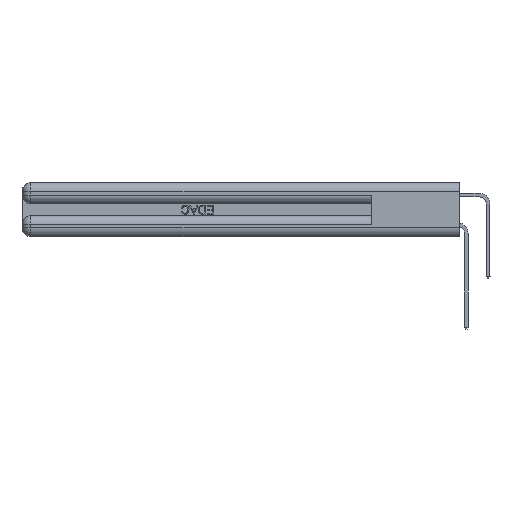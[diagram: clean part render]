
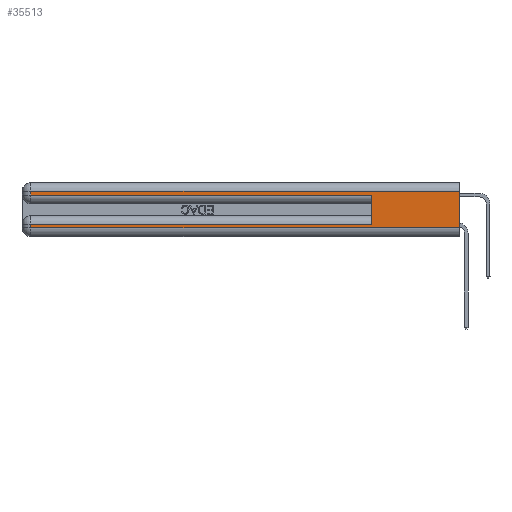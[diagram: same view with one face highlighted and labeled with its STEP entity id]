
A CAD part, left-side view. The second image highlights one B-rep face of the part: STEP entity #35513.
In plain terms, the highlighted planar face has unit normal (-1, 0, 0).
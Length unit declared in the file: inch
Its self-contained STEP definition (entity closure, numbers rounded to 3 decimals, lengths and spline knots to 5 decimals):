
#967 = CARTESIAN_POINT ( 'NONE',  ( 0., 0., 0.285 ) ) ;
#1781 = EDGE_CURVE ( 'NONE', #24111, #6282, #34305, .T. ) ;
#3543 = DIRECTION ( 'NONE',  ( 0., -1., 0. ) ) ;
#5204 = VECTOR ( 'NONE', #6778, 39.37008 ) ;
#5691 = ORIENTED_EDGE ( 'NONE', *, *, #33400, .T. ) ;
#6282 = VERTEX_POINT ( 'NONE', #40194 ) ;
#6465 = EDGE_CURVE ( 'NONE', #24111, #37181, #45225, .T. ) ;
#6762 = EDGE_CURVE ( 'NONE', #18976, #22972, #33268, .T. ) ;
#6778 = DIRECTION ( 'NONE',  ( 0., 0., 1. ) ) ;
#7216 = VECTOR ( 'NONE', #29333, 39.37008 ) ;
#7433 = ORIENTED_EDGE ( 'NONE', *, *, #22813, .F. ) ;
#8305 = EDGE_CURVE ( 'NONE', #12509, #28405, #36288, .T. ) ;
#9087 = DIRECTION ( 'NONE',  ( 0., 1., 0. ) ) ;
#9476 = CARTESIAN_POINT ( 'NONE',  ( 0., 0.6, 0.285 ) ) ;
#10105 = CARTESIAN_POINT ( 'NONE',  ( 0., 0., 0.085 ) ) ;
#11457 = CARTESIAN_POINT ( 'NONE',  ( 0., 2.94, 0.37 ) ) ;
#11621 = VECTOR ( 'NONE', #34177, 39.37008 ) ;
#12398 = ORIENTED_EDGE ( 'NONE', *, *, #1781, .T. ) ;
#12509 = VERTEX_POINT ( 'NONE', #44119 ) ;
#13749 = LINE ( 'NONE', #17161, #46646 ) ;
#14771 = CARTESIAN_POINT ( 'NONE',  ( 0., 0.6, 0.145 ) ) ;
#15028 = ORIENTED_EDGE ( 'NONE', *, *, #6762, .T. ) ;
#15179 = ORIENTED_EDGE ( 'NONE', *, *, #6465, .F. ) ;
#16754 = EDGE_CURVE ( 'NONE', #18387, #37181, #47561, .T. ) ;
#17161 = CARTESIAN_POINT ( 'NONE',  ( 0., 2.94, 0.37 ) ) ;
#18387 = VERTEX_POINT ( 'NONE', #49186 ) ;
#18497 = CARTESIAN_POINT ( 'NONE',  ( 0., 0., 0.06 ) ) ;
#18796 = ORIENTED_EDGE ( 'NONE', *, *, #16754, .T. ) ;
#18976 = VERTEX_POINT ( 'NONE', #46670 ) ;
#19912 = AXIS2_PLACEMENT_3D ( 'NONE', #43454, #46954, #23866 ) ;
#22813 = EDGE_CURVE ( 'NONE', #18976, #28405, #43679, .T. ) ;
#22972 = VERTEX_POINT ( 'NONE', #41530 ) ;
#23866 = DIRECTION ( 'NONE',  ( 0., 0., -1. ) ) ;
#24041 = ORIENTED_EDGE ( 'NONE', *, *, #8305, .T. ) ;
#24111 = VERTEX_POINT ( 'NONE', #38251 ) ;
#25119 = CARTESIAN_POINT ( 'NONE',  ( 0., 0., 0.37 ) ) ;
#26263 = EDGE_CURVE ( 'NONE', #22972, #18387, #35544, .T. ) ;
#26766 = CARTESIAN_POINT ( 'NONE',  ( 0., 0., 0.06 ) ) ;
#27218 = VECTOR ( 'NONE', #39452, 39.37008 ) ;
#28405 = VERTEX_POINT ( 'NONE', #18497 ) ;
#29333 = DIRECTION ( 'NONE',  ( 0., 0., -1. ) ) ;
#30614 = FACE_OUTER_BOUND ( 'NONE', #37933, .T. ) ;
#32781 = ORIENTED_EDGE ( 'NONE', *, *, #26263, .T. ) ;
#33268 = LINE ( 'NONE', #36302, #33882 ) ;
#33400 = EDGE_CURVE ( 'NONE', #6282, #12509, #13749, .T. ) ;
#33882 = VECTOR ( 'NONE', #38976, 39.37008 ) ;
#33903 = VECTOR ( 'NONE', #3543, 39.37008 ) ;
#34177 = DIRECTION ( 'NONE',  ( 0., 0., -1. ) ) ;
#34305 = LINE ( 'NONE', #10105, #37276 ) ;
#35513 = ADVANCED_FACE ( 'NONE', ( #30614 ), #39786, .F. ) ;
#35544 = LINE ( 'NONE', #11457, #11621 ) ;
#36288 = LINE ( 'NONE', #26766, #33903 ) ;
#36302 = CARTESIAN_POINT ( 'NONE',  ( 0., 0., 0.31 ) ) ;
#37181 = VERTEX_POINT ( 'NONE', #9476 ) ;
#37276 = VECTOR ( 'NONE', #9087, 39.37008 ) ;
#37933 = EDGE_LOOP ( 'NONE', ( #7433, #15028, #32781, #18796, #15179, #12398, #5691, #24041 ) ) ;
#38251 = CARTESIAN_POINT ( 'NONE',  ( 0., 0.6, 0.085 ) ) ;
#38976 = DIRECTION ( 'NONE',  ( 0., 1., 0. ) ) ;
#39452 = DIRECTION ( 'NONE',  ( 0., -1., 0. ) ) ;
#39786 = PLANE ( 'NONE',  #19912 ) ;
#40194 = CARTESIAN_POINT ( 'NONE',  ( 0., 2.94, 0.085 ) ) ;
#41530 = CARTESIAN_POINT ( 'NONE',  ( 0., 2.94, 0.31 ) ) ;
#43454 = CARTESIAN_POINT ( 'NONE',  ( 0., 0., 0.37 ) ) ;
#43679 = LINE ( 'NONE', #25119, #7216 ) ;
#44119 = CARTESIAN_POINT ( 'NONE',  ( 0., 2.94, 0.06 ) ) ;
#45225 = LINE ( 'NONE', #14771, #5204 ) ;
#46646 = VECTOR ( 'NONE', #48406, 39.37008 ) ;
#46670 = CARTESIAN_POINT ( 'NONE',  ( 0., 0., 0.31 ) ) ;
#46954 = DIRECTION ( 'NONE',  ( 1., 0., 0. ) ) ;
#47561 = LINE ( 'NONE', #967, #27218 ) ;
#48406 = DIRECTION ( 'NONE',  ( 0., 0., -1. ) ) ;
#49186 = CARTESIAN_POINT ( 'NONE',  ( 0., 2.94, 0.285 ) ) ;
